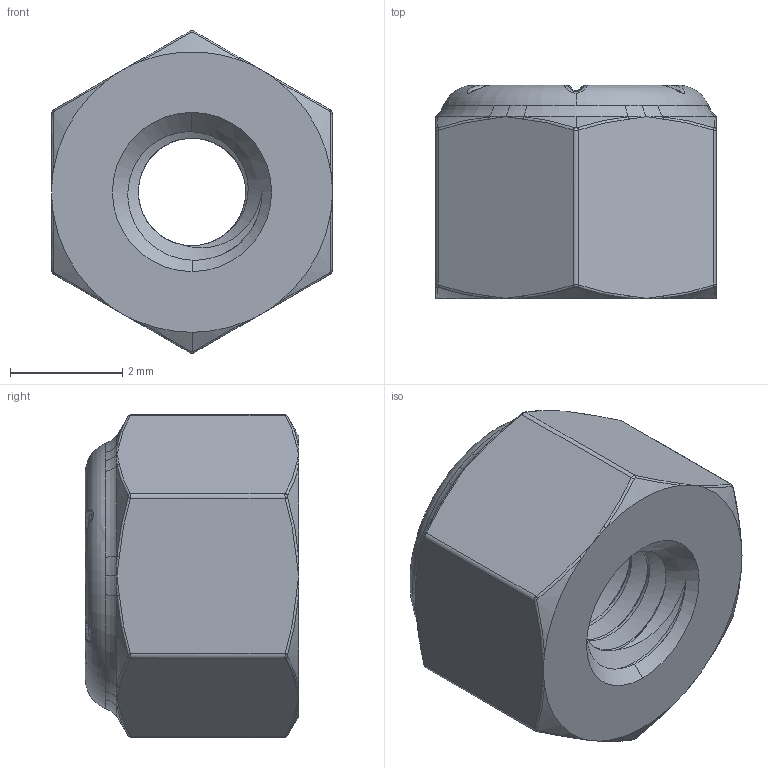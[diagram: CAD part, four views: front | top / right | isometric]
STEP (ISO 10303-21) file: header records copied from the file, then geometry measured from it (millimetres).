
FILE_DESCRIPTION (( 'STEP AP203' ), '1' );
FILE_NAME ('93625A102_18-8 Stainless Steel Nylon-Insert Locknut.STEP', '2023-02-02T21:14:20', ( 'Administrator' ), ( 'Managed by Terraform' ), 'SwSTEP 2.0', 'SolidWorks 2017', '' );
FILE_SCHEMA (( 'CONFIG_CONTROL_DESIGN' ));
Length unit declared in the file: millimetre
Products named in the file (1): 93625A102_18-8 Stainless Steel Nylon-Insert Locknut
Bounding box: 5 x 3.8 x 5.74 mm (x, y, z)
Volume: 64.2 mm3; surface area: 144.6 mm2
Topology: 2 solids, 2 shells, 204 faces, 511 edges, 274 vertices
Faces by surface type: bspline 111, torus 33, cylinder 25, cone 20, plane 15
Entity records: 9284 total; most frequent: CARTESIAN_POINT 5402, ORIENTED_EDGE 950, DIRECTION 616, EDGE_CURVE 475, AXIS2_PLACEMENT_3D 289, VERTEX_POINT 274, B_SPLINE_CURVE_WITH_KNOTS 213, EDGE_LOOP 207
